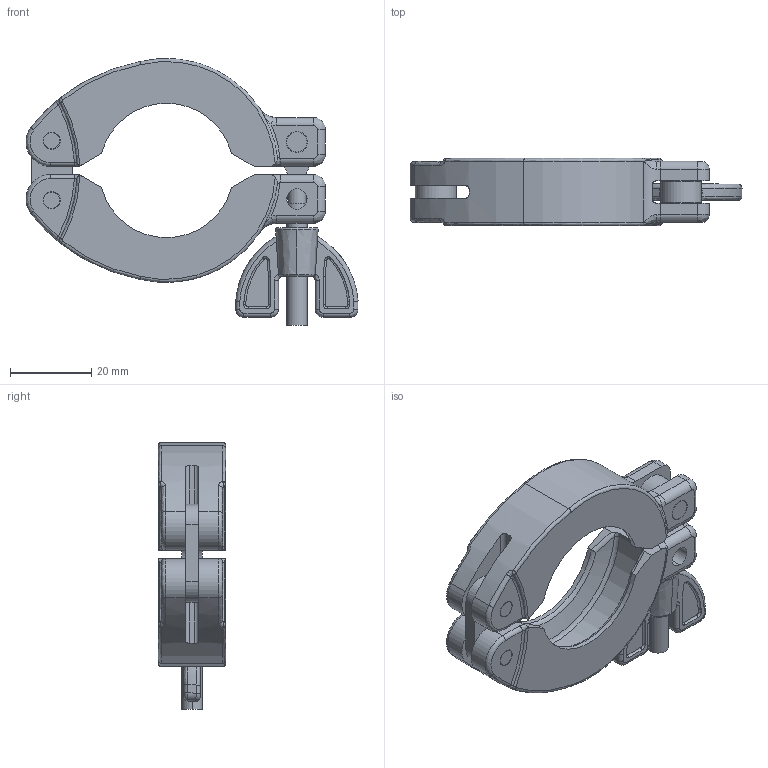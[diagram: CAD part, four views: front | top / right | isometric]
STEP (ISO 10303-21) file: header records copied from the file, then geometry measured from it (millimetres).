
FILE_DESCRIPTION( (''), '2;1');
FILE_NAME ('CAD714.4412.VP1025N_14319.stp','2016-04-22T10:24:29',(''),(''),'spGate 11.3.9','spGate','');
FILE_SCHEMA (('AUTOMOTIVE_DESIGN'));
Length unit declared in the file: millimetre
Products named in the file (9): Assembly; 品番1; 品番1_mr; 品番2_mr; 品番3; 品番4; 品番5; 品番6_mr
Assembly tree (9 placements, depth 2):
  Assembly
    品番1
    品番1_mr
    品番2_mr
    品番3
    品番4
    品番5
    品番6_mr  x2
    (unnamed)
Bounding box: 81.49 x 16.5 x 65.44 mm (x, y, z)
Volume: 25276.8 mm3; surface area: 16169.4 mm2
Topology: 8 solids, 8 shells, 356 faces, 902 edges, 570 vertices
Faces by surface type: bspline 142, cylinder 123, plane 91
Entity records: 24545 total; most frequent: CARTESIAN_POINT 9678, ORIENTED_EDGE 1780, DIRECTION 1423, COLOUR_RGB 1246, PRESENTATION_STYLE_ASSIGNMENT 1246, STYLED_ITEM 1246, EDGE_CURVE 890, DRAUGHTING_PRE_DEFINED_CURVE_FONT 890
